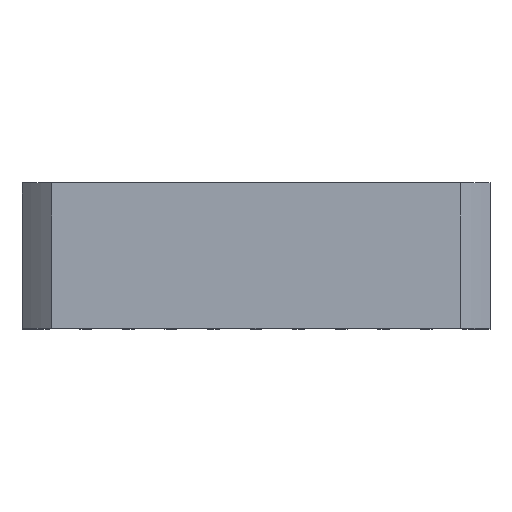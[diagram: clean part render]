
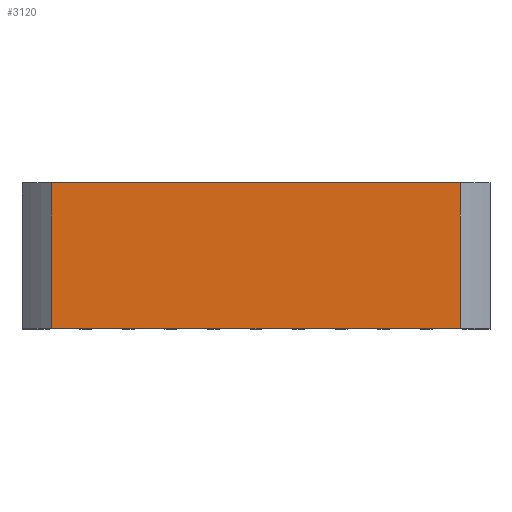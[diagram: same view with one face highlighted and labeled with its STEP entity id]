
A CAD part, top view. The second image highlights one B-rep face of the part: STEP entity #3120.
In plain terms, the highlighted planar face has unit normal (0, 0, 1).
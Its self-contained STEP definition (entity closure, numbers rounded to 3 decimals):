
#1339 = CARTESIAN_POINT ( 'NONE',  ( 12., 8.54, 13.75 ) ) ;
#1571 = LINE ( 'NONE', #24410, #12025 ) ;
#2022 = VERTEX_POINT ( 'NONE', #5900 ) ;
#2381 = ORIENTED_EDGE ( 'NONE', *, *, #13399, .F. ) ;
#3120 = ADVANCED_FACE ( 'NONE', ( #6313 ), #21405, .T. ) ;
#5900 = CARTESIAN_POINT ( 'NONE',  ( -12., 8.54, 13.75 ) ) ;
#6300 = CARTESIAN_POINT ( 'NONE',  ( 12., 0., 13.75 ) ) ;
#6313 = FACE_OUTER_BOUND ( 'NONE', #14780, .T. ) ;
#6748 = CARTESIAN_POINT ( 'NONE',  ( -13.75, 0., 13.75 ) ) ;
#7622 = DIRECTION ( 'NONE',  ( 1., 0., 0. ) ) ;
#7788 = EDGE_CURVE ( 'NONE', #21209, #18763, #1571, .T. ) ;
#8159 = VECTOR ( 'NONE', #12850, 1000. ) ;
#9809 = VERTEX_POINT ( 'NONE', #26508 ) ;
#10420 = AXIS2_PLACEMENT_3D ( 'NONE', #23584, #11136, #25671 ) ;
#11136 = DIRECTION ( 'NONE',  ( 0., 0., 1. ) ) ;
#11964 = DIRECTION ( 'NONE',  ( 0., 1., 0. ) ) ;
#12025 = VECTOR ( 'NONE', #11964, 1000. ) ;
#12850 = DIRECTION ( 'NONE',  ( 0., 1., 0. ) ) ;
#13083 = LINE ( 'NONE', #25307, #8159 ) ;
#13399 = EDGE_CURVE ( 'NONE', #9809, #2022, #13083, .T. ) ;
#13663 = VECTOR ( 'NONE', #7622, 1000. ) ;
#13672 = ORIENTED_EDGE ( 'NONE', *, *, #7788, .T. ) ;
#14317 = EDGE_CURVE ( 'NONE', #2022, #18763, #14325, .T. ) ;
#14325 = LINE ( 'NONE', #22206, #13663 ) ;
#14780 = EDGE_LOOP ( 'NONE', ( #23820, #13672, #18388, #2381 ) ) ;
#17189 = DIRECTION ( 'NONE',  ( 1., 0., 0. ) ) ;
#18388 = ORIENTED_EDGE ( 'NONE', *, *, #14317, .F. ) ;
#18763 = VERTEX_POINT ( 'NONE', #1339 ) ;
#21209 = VERTEX_POINT ( 'NONE', #6300 ) ;
#21405 = PLANE ( 'NONE',  #10420 ) ;
#21736 = LINE ( 'NONE', #6748, #26604 ) ;
#22206 = CARTESIAN_POINT ( 'NONE',  ( -13.75, 8.54, 13.75 ) ) ;
#23528 = EDGE_CURVE ( 'NONE', #9809, #21209, #21736, .T. ) ;
#23584 = CARTESIAN_POINT ( 'NONE',  ( -13.75, 0., 13.75 ) ) ;
#23820 = ORIENTED_EDGE ( 'NONE', *, *, #23528, .T. ) ;
#24410 = CARTESIAN_POINT ( 'NONE',  ( 12., 0., 13.75 ) ) ;
#25307 = CARTESIAN_POINT ( 'NONE',  ( -12., 0., 13.75 ) ) ;
#25671 = DIRECTION ( 'NONE',  ( 1., 0., 0. ) ) ;
#26508 = CARTESIAN_POINT ( 'NONE',  ( -12., 0., 13.75 ) ) ;
#26604 = VECTOR ( 'NONE', #17189, 1000. ) ;
